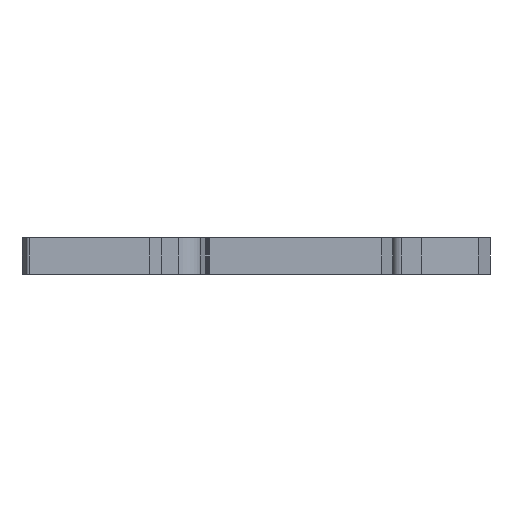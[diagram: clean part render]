
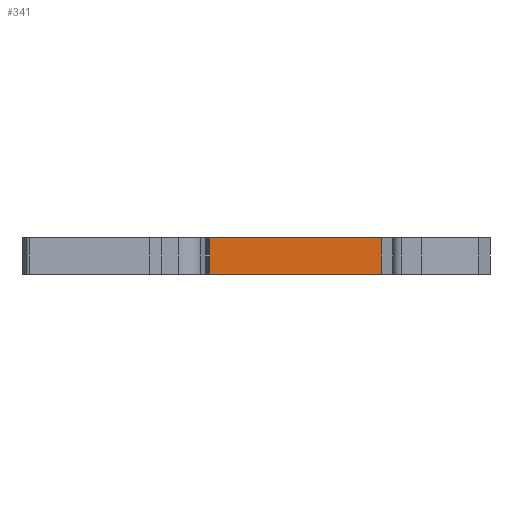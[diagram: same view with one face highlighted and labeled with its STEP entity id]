
A CAD part, front view. The second image highlights one B-rep face of the part: STEP entity #341.
In plain terms, the highlighted planar face has unit normal (0, -1, 0).
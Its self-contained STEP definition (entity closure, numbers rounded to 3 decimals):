
#341=ADVANCED_FACE('',(#969),#709,.F.);
#709=PLANE('',#7696);
#969=FACE_OUTER_BOUND('',#1345,.T.);
#1345=EDGE_LOOP('',(#3918,#3919,#3920,#3921));
#1807=LINE('',#10493,#2625);
#1928=LINE('',#10868,#2746);
#2063=LINE('',#11220,#2881);
#2064=LINE('',#11221,#2882);
#2625=VECTOR('',#8358,1.);
#2746=VECTOR('',#8625,1.);
#2881=VECTOR('',#8882,1.);
#2882=VECTOR('',#8883,1.);
#3918=ORIENTED_EDGE('',*,*,#6751,.F.);
#3919=ORIENTED_EDGE('',*,*,#6572,.F.);
#3920=ORIENTED_EDGE('',*,*,#6752,.T.);
#3921=ORIENTED_EDGE('',*,*,#6383,.T.);
#5661=VERTEX_POINT('',#10492);
#5662=VERTEX_POINT('',#10494);
#5842=VERTEX_POINT('',#10867);
#5843=VERTEX_POINT('',#10869);
#6383=EDGE_CURVE('',#5662,#5661,#1807,.T.);
#6572=EDGE_CURVE('',#5842,#5843,#1928,.T.);
#6751=EDGE_CURVE('',#5843,#5661,#2063,.T.);
#6752=EDGE_CURVE('',#5842,#5662,#2064,.T.);
#7696=AXIS2_PLACEMENT_3D('',#11222,#8884,#8885);
#8358=DIRECTION('',(1.,0.,0.));
#8625=DIRECTION('',(1.,0.,0.));
#8882=DIRECTION('',(0.,0.,-1.));
#8883=DIRECTION('',(0.,0.,-1.));
#8884=DIRECTION('',(0.,1.,0.));
#8885=DIRECTION('',(0.,0.,1.));
#10492=CARTESIAN_POINT('',(15.468,-34.4,0.));
#10493=CARTESIAN_POINT('',(-13.44,-34.4,0.));
#10494=CARTESIAN_POINT('',(-13.316,-34.4,0.));
#10867=CARTESIAN_POINT('',(-13.316,-34.4,6.1));
#10868=CARTESIAN_POINT('',(-13.44,-34.4,6.1));
#10869=CARTESIAN_POINT('',(15.468,-34.4,6.1));
#11220=CARTESIAN_POINT('',(15.468,-34.4,6.1));
#11221=CARTESIAN_POINT('',(-13.316,-34.4,6.1));
#11222=CARTESIAN_POINT('',(-13.44,-34.4,6.1));
